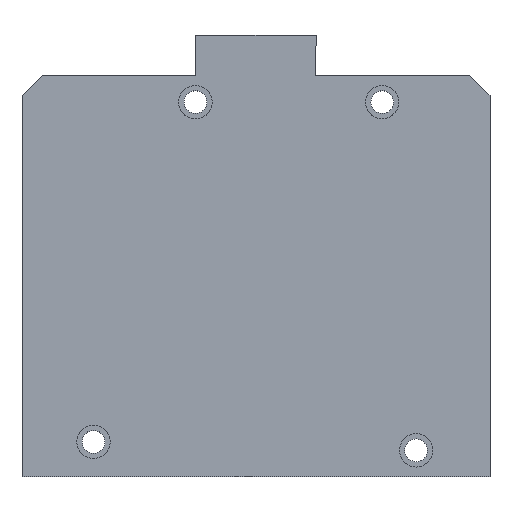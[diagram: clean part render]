
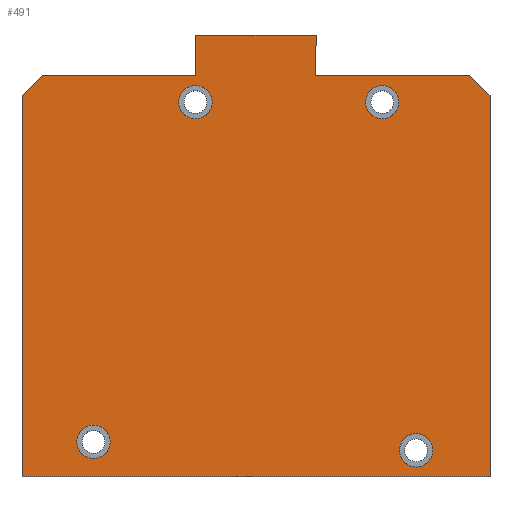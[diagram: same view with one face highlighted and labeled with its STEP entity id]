
A CAD part, top view. The second image highlights one B-rep face of the part: STEP entity #491.
In plain terms, the highlighted planar face has unit normal (0, 0, 1).
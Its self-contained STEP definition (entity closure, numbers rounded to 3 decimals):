
#31=FACE_BOUND('',#90,.T.);
#32=FACE_BOUND('',#91,.T.);
#33=FACE_BOUND('',#92,.T.);
#34=FACE_BOUND('',#93,.T.);
#43=CIRCLE('',#536,2.5);
#44=CIRCLE('',#537,2.5);
#45=CIRCLE('',#538,2.5);
#46=CIRCLE('',#539,2.5);
#61=FACE_OUTER_BOUND('',#89,.T.);
#89=EDGE_LOOP('',(#345,#346,#347,#348,#349,#350,#351,#352,#353,#354));
#90=EDGE_LOOP('',(#355));
#91=EDGE_LOOP('',(#356));
#92=EDGE_LOOP('',(#357));
#93=EDGE_LOOP('',(#358));
#127=LINE('',#733,#177);
#131=LINE('',#741,#181);
#134=LINE('',#747,#184);
#135=LINE('',#749,#185);
#136=LINE('',#751,#186);
#137=LINE('',#753,#187);
#138=LINE('',#755,#188);
#139=LINE('',#757,#189);
#140=LINE('',#759,#190);
#141=LINE('',#760,#191);
#177=VECTOR('',#587,10.);
#181=VECTOR('',#593,10.);
#184=VECTOR('',#598,10.);
#185=VECTOR('',#599,10.);
#186=VECTOR('',#600,10.);
#187=VECTOR('',#601,10.);
#188=VECTOR('',#602,10.);
#189=VECTOR('',#603,10.);
#190=VECTOR('',#604,10.);
#191=VECTOR('',#605,10.);
#227=VERTEX_POINT('',#731);
#228=VERTEX_POINT('',#732);
#231=VERTEX_POINT('',#740);
#233=VERTEX_POINT('',#746);
#234=VERTEX_POINT('',#748);
#235=VERTEX_POINT('',#750);
#236=VERTEX_POINT('',#752);
#237=VERTEX_POINT('',#754);
#238=VERTEX_POINT('',#756);
#239=VERTEX_POINT('',#758);
#240=VERTEX_POINT('',#761);
#241=VERTEX_POINT('',#763);
#242=VERTEX_POINT('',#765);
#243=VERTEX_POINT('',#767);
#271=EDGE_CURVE('',#227,#228,#127,.T.);
#275=EDGE_CURVE('',#231,#228,#131,.T.);
#278=EDGE_CURVE('',#227,#233,#134,.T.);
#279=EDGE_CURVE('',#233,#234,#135,.T.);
#280=EDGE_CURVE('',#234,#235,#136,.T.);
#281=EDGE_CURVE('',#236,#235,#137,.T.);
#282=EDGE_CURVE('',#236,#237,#138,.T.);
#283=EDGE_CURVE('',#237,#238,#139,.T.);
#284=EDGE_CURVE('',#238,#239,#140,.T.);
#285=EDGE_CURVE('',#239,#231,#141,.T.);
#286=EDGE_CURVE('',#240,#240,#43,.T.);
#287=EDGE_CURVE('',#241,#241,#44,.T.);
#288=EDGE_CURVE('',#242,#242,#45,.T.);
#289=EDGE_CURVE('',#243,#243,#46,.T.);
#345=ORIENTED_EDGE('',*,*,#271,.F.);
#346=ORIENTED_EDGE('',*,*,#278,.T.);
#347=ORIENTED_EDGE('',*,*,#279,.T.);
#348=ORIENTED_EDGE('',*,*,#280,.T.);
#349=ORIENTED_EDGE('',*,*,#281,.F.);
#350=ORIENTED_EDGE('',*,*,#282,.T.);
#351=ORIENTED_EDGE('',*,*,#283,.T.);
#352=ORIENTED_EDGE('',*,*,#284,.T.);
#353=ORIENTED_EDGE('',*,*,#285,.T.);
#354=ORIENTED_EDGE('',*,*,#275,.T.);
#355=ORIENTED_EDGE('',*,*,#286,.T.);
#356=ORIENTED_EDGE('',*,*,#287,.T.);
#357=ORIENTED_EDGE('',*,*,#288,.T.);
#358=ORIENTED_EDGE('',*,*,#289,.T.);
#471=PLANE('',#535);
#491=ADVANCED_FACE('',(#61,#31,#32,#33,#34),#471,.T.);
#535=AXIS2_PLACEMENT_3D('',#745,#596,#597);
#536=AXIS2_PLACEMENT_3D('',#762,#606,#607);
#537=AXIS2_PLACEMENT_3D('',#764,#608,#609);
#538=AXIS2_PLACEMENT_3D('',#766,#610,#611);
#539=AXIS2_PLACEMENT_3D('',#768,#612,#613);
#587=DIRECTION('',(0.707,0.707,0.));
#593=DIRECTION('',(-1.,0.,0.));
#596=DIRECTION('center_axis',(0.,0.,1.));
#597=DIRECTION('ref_axis',(1.,0.,0.));
#598=DIRECTION('',(0.,-1.,0.));
#599=DIRECTION('',(1.,0.,0.));
#600=DIRECTION('',(0.,1.,0.));
#601=DIRECTION('',(0.707,-0.707,0.));
#602=DIRECTION('',(-1.,0.,0.));
#603=DIRECTION('',(0.017,1.,0.));
#604=DIRECTION('',(-1.,0.,0.));
#605=DIRECTION('',(0.,-1.,0.));
#606=DIRECTION('center_axis',(0.,0.,-1.));
#607=DIRECTION('ref_axis',(-1.,0.,0.));
#608=DIRECTION('center_axis',(0.,0.,-1.));
#609=DIRECTION('ref_axis',(-1.,0.,0.));
#610=DIRECTION('center_axis',(0.,0.,-1.));
#611=DIRECTION('ref_axis',(-1.,0.,0.));
#612=DIRECTION('center_axis',(0.,0.,-1.));
#613=DIRECTION('ref_axis',(-1.,0.,0.));
#731=CARTESIAN_POINT('',(-34.998,-188.,1.8));
#732=CARTESIAN_POINT('',(-31.998,-185.,1.8));
#733=CARTESIAN_POINT('',(-31.498,-184.5,1.8));
#740=CARTESIAN_POINT('',(-8.998,-185.,1.8));
#741=CARTESIAN_POINT('',(21.845,-185.,1.8));
#745=CARTESIAN_POINT('Origin',(0.002,-212.,1.8));
#746=CARTESIAN_POINT('',(-34.998,-245.,1.8));
#747=CARTESIAN_POINT('',(-34.998,-245.,1.8));
#748=CARTESIAN_POINT('',(35.002,-245.,1.8));
#749=CARTESIAN_POINT('',(35.002,-245.,1.8));
#750=CARTESIAN_POINT('',(35.002,-188.,1.8));
#751=CARTESIAN_POINT('',(35.002,-185.,1.8));
#752=CARTESIAN_POINT('',(32.002,-185.,1.8));
#753=CARTESIAN_POINT('',(31.502,-184.5,1.8));
#754=CARTESIAN_POINT('',(8.903,-185.,1.8));
#755=CARTESIAN_POINT('',(-34.998,-185.,1.8));
#756=CARTESIAN_POINT('',(9.002,-179.,1.8));
#757=CARTESIAN_POINT('',(9.002,-179.,1.8));
#758=CARTESIAN_POINT('',(-8.998,-179.,1.8));
#759=CARTESIAN_POINT('',(-8.998,-179.,1.8));
#760=CARTESIAN_POINT('',(-8.998,-185.,1.8));
#761=CARTESIAN_POINT('',(-21.8,-239.8,1.8));
#762=CARTESIAN_POINT('Origin',(-24.3,-239.8,1.8));
#763=CARTESIAN_POINT('',(26.46,-241.07,1.8));
#764=CARTESIAN_POINT('Origin',(23.96,-241.07,1.8));
#765=CARTESIAN_POINT('',(21.38,-189.,1.8));
#766=CARTESIAN_POINT('Origin',(18.88,-189.,1.8));
#767=CARTESIAN_POINT('',(-6.56,-189.,1.8));
#768=CARTESIAN_POINT('Origin',(-9.06,-189.,1.8));
